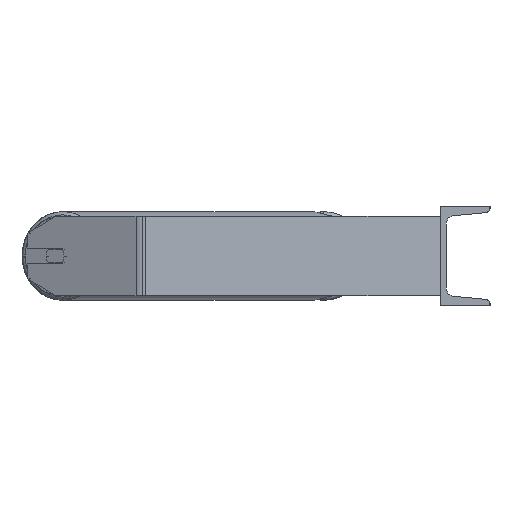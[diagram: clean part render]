
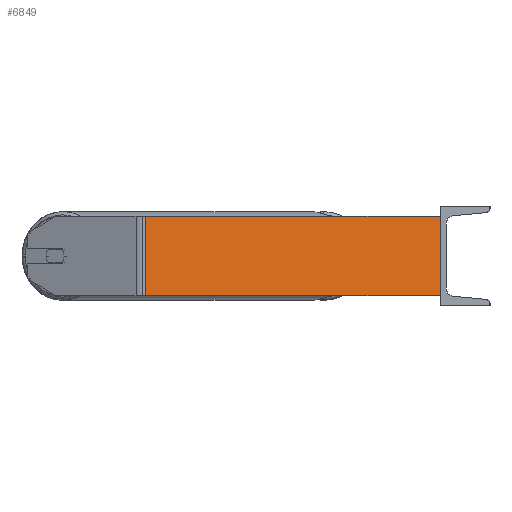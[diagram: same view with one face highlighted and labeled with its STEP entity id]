
A CAD part, left-side view. The second image highlights one B-rep face of the part: STEP entity #6849.
In plain terms, the highlighted planar face has unit normal (-0.985, -0.174, 0).
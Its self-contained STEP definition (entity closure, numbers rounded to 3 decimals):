
#69 = FACE_OUTER_BOUND ( 'NONE', #3634, .T. ) ;
#584 = CARTESIAN_POINT ( 'NONE',  ( -885., 0., 40. ) ) ;
#672 = DIRECTION ( 'NONE',  ( -0.174, 0.985, 0. ) ) ;
#834 = EDGE_CURVE ( 'NONE', #4162, #2607, #4777, .T. ) ;
#1002 = VERTEX_POINT ( 'NONE', #5894 ) ;
#1152 = DIRECTION ( 'NONE',  ( 0.174, -0.985, 0. ) ) ;
#1235 = DIRECTION ( 'NONE',  ( 0., 0., -1. ) ) ;
#2012 = VECTOR ( 'NONE', #9043, 1000. ) ;
#2607 = VERTEX_POINT ( 'NONE', #5851 ) ;
#2881 = VECTOR ( 'NONE', #5513, 1000. ) ;
#3407 = CARTESIAN_POINT ( 'NONE',  ( -885., 0., 40. ) ) ;
#3634 = EDGE_LOOP ( 'NONE', ( #7986, #9030, #5273, #8292 ) ) ;
#4162 = VERTEX_POINT ( 'NONE', #3407 ) ;
#4238 = CARTESIAN_POINT ( 'NONE',  ( -937.99, 300.522, 40. ) ) ;
#4409 = PLANE ( 'NONE',  #6146 ) ;
#4753 = LINE ( 'NONE', #8317, #9138 ) ;
#4777 = LINE ( 'NONE', #584, #2012 ) ;
#5273 = ORIENTED_EDGE ( 'NONE', *, *, #5574, .F. ) ;
#5513 = DIRECTION ( 'NONE',  ( 0.174, -0.985, 0. ) ) ;
#5574 = EDGE_CURVE ( 'NONE', #1002, #4162, #4753, .T. ) ;
#5851 = CARTESIAN_POINT ( 'NONE',  ( -885., 0., -40. ) ) ;
#5894 = CARTESIAN_POINT ( 'NONE',  ( -937.114, 295.553, 40. ) ) ;
#6146 = AXIS2_PLACEMENT_3D ( 'NONE', #4238, #8478, #672 ) ;
#6231 = LINE ( 'NONE', #8309, #8046 ) ;
#6849 = ADVANCED_FACE ( 'NONE', ( #69 ), #4409, .F. ) ;
#6917 = LINE ( 'NONE', #8260, #2881 ) ;
#7436 = EDGE_CURVE ( 'NONE', #1002, #8812, #6231, .T. ) ;
#7986 = ORIENTED_EDGE ( 'NONE', *, *, #8295, .T. ) ;
#8046 = VECTOR ( 'NONE', #1235, 1000. ) ;
#8260 = CARTESIAN_POINT ( 'NONE',  ( -937.99, 300.522, -40. ) ) ;
#8292 = ORIENTED_EDGE ( 'NONE', *, *, #7436, .T. ) ;
#8295 = EDGE_CURVE ( 'NONE', #8812, #2607, #6917, .T. ) ;
#8309 = CARTESIAN_POINT ( 'NONE',  ( -937.114, 295.553, 40. ) ) ;
#8317 = CARTESIAN_POINT ( 'NONE',  ( -937.99, 300.522, 40. ) ) ;
#8478 = DIRECTION ( 'NONE',  ( 0.985, 0.174, 0. ) ) ;
#8598 = CARTESIAN_POINT ( 'NONE',  ( -937.114, 295.553, -40. ) ) ;
#8812 = VERTEX_POINT ( 'NONE', #8598 ) ;
#9030 = ORIENTED_EDGE ( 'NONE', *, *, #834, .F. ) ;
#9043 = DIRECTION ( 'NONE',  ( 0., 0., -1. ) ) ;
#9138 = VECTOR ( 'NONE', #1152, 1000. ) ;
